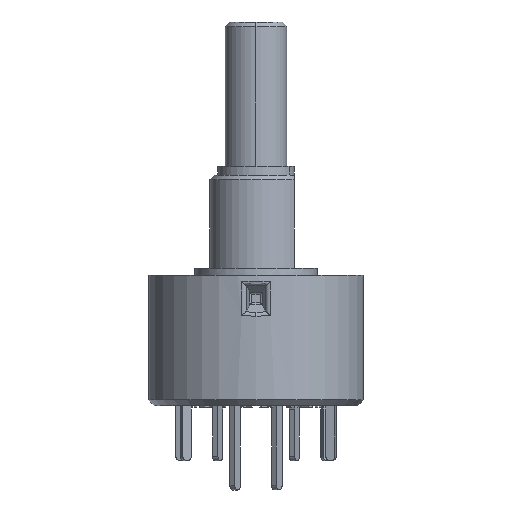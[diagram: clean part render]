
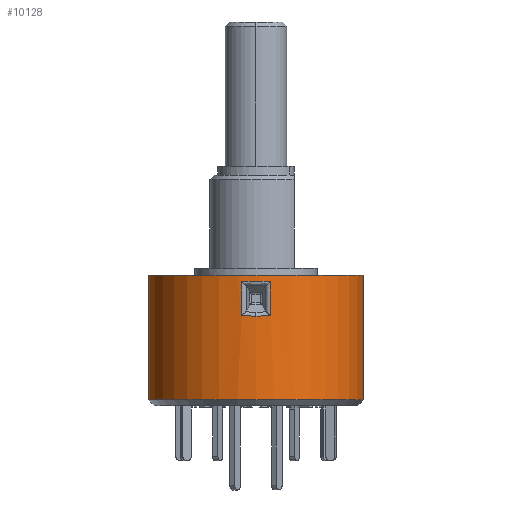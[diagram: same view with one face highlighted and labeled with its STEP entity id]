
A CAD part, left-side view. The second image highlights one B-rep face of the part: STEP entity #10128.
In plain terms, the highlighted cylindrical face has radius 7 mm (diameter 14 mm), a partial arc.
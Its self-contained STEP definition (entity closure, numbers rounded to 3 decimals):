
#286 = VECTOR ( 'NONE', #4680, 1000. ) ;
#294 = CARTESIAN_POINT ( 'NONE',  ( -6.937, 0.938, -0.888 ) ) ;
#363 = AXIS2_PLACEMENT_3D ( 'NONE', #10425, #1855, #7857 ) ;
#384 = ORIENTED_EDGE ( 'NONE', *, *, #12102, .T. ) ;
#409 = CARTESIAN_POINT ( 'NONE',  ( -7., 0.314, -3.129 ) ) ;
#446 = VERTEX_POINT ( 'NONE', #5719 ) ;
#527 = CIRCLE ( 'NONE', #13304, 7. ) ;
#704 = DIRECTION ( 'NONE',  ( 0., 0., 1. ) ) ;
#837 = EDGE_LOOP ( 'NONE', ( #11272, #12101, #4405, #3300, #384 ) ) ;
#1023 = LINE ( 'NONE', #7994, #8725 ) ;
#1248 = DIRECTION ( 'NONE',  ( 0., 0., 1. ) ) ;
#1380 = EDGE_CURVE ( 'NONE', #2854, #7144, #9585, .T. ) ;
#1855 = DIRECTION ( 'NONE',  ( 0., 0., -1. ) ) ;
#1885 = CARTESIAN_POINT ( 'NONE',  ( -6.937, -0.938, -0.888 ) ) ;
#2044 = VERTEX_POINT ( 'NONE', #5877 ) ;
#2338 = CARTESIAN_POINT ( 'NONE',  ( 0., -7., -8.574 ) ) ;
#2800 = FACE_OUTER_BOUND ( 'NONE', #5913, .T. ) ;
#2834 = CARTESIAN_POINT ( 'NONE',  ( -6.979, 0.627, -3.117 ) ) ;
#2854 = VERTEX_POINT ( 'NONE', #6908 ) ;
#3011 = CARTESIAN_POINT ( 'NONE',  ( -7.021, 0.315, -0.841 ) ) ;
#3300 = ORIENTED_EDGE ( 'NONE', *, *, #4109, .T. ) ;
#3466 = LINE ( 'NONE', #14418, #286 ) ;
#3563 = CARTESIAN_POINT ( 'NONE',  ( -6.979, -0.627, -3.117 ) ) ;
#4055 = VECTOR ( 'NONE', #12721, 1000. ) ;
#4109 = EDGE_CURVE ( 'NONE', #7724, #8793, #7203, .T. ) ;
#4405 = ORIENTED_EDGE ( 'NONE', *, *, #5424, .T. ) ;
#4677 = CARTESIAN_POINT ( 'NONE',  ( 0., 0., -8.574 ) ) ;
#4680 = DIRECTION ( 'NONE',  ( 0., 0., -1. ) ) ;
#4708 = ORIENTED_EDGE ( 'NONE', *, *, #9668, .T. ) ;
#5099 = ORIENTED_EDGE ( 'NONE', *, *, #6505, .F. ) ;
#5424 = EDGE_CURVE ( 'NONE', #15259, #7724, #1023, .T. ) ;
#5490 = ORIENTED_EDGE ( 'NONE', *, *, #1380, .F. ) ;
#5572 = CARTESIAN_POINT ( 'NONE',  ( 0., 7., -8.574 ) ) ;
#5586 = LINE ( 'NONE', #11398, #4055 ) ;
#5719 = CARTESIAN_POINT ( 'NONE',  ( -6.937, -0.938, -3.094 ) ) ;
#5877 = CARTESIAN_POINT ( 'NONE',  ( -7., 0., -3.129 ) ) ;
#5903 = EDGE_CURVE ( 'NONE', #2044, #15259, #12707, .T. ) ;
#5913 = EDGE_LOOP ( 'NONE', ( #5490, #5099, #10893, #4708 ) ) ;
#6175 = CYLINDRICAL_SURFACE ( 'NONE', #363, 7. ) ;
#6379 = VECTOR ( 'NONE', #11101, 1000. ) ;
#6505 = EDGE_CURVE ( 'NONE', #9757, #2854, #12293, .T. ) ;
#6908 = CARTESIAN_POINT ( 'NONE',  ( 0., -7., -0.45 ) ) ;
#7144 = VERTEX_POINT ( 'NONE', #2338 ) ;
#7203 =( BOUNDED_CURVE ( )  B_SPLINE_CURVE ( 3, ( #12696, #3011, #9164, #1885 ),
 .UNSPECIFIED., .F., .F. ) 
 B_SPLINE_CURVE_WITH_KNOTS ( ( 4, 4 ),
 ( 3.007, 3.276 ),
 .UNSPECIFIED. ) 
 CURVE ( )  GEOMETRIC_REPRESENTATION_ITEM ( )  RATIONAL_B_SPLINE_CURVE ( ( 1., 0.994, 0.994, 1. ) ) 
 REPRESENTATION_ITEM ( '' )  );
#7226 = CARTESIAN_POINT ( 'NONE',  ( -7., -0.314, -3.129 ) ) ;
#7396 = VERTEX_POINT ( 'NONE', #5572 ) ;
#7724 = VERTEX_POINT ( 'NONE', #294 ) ;
#7752 = CARTESIAN_POINT ( 'NONE',  ( -6.937, 0.938, -3.094 ) ) ;
#7857 = DIRECTION ( 'NONE',  ( 0., 1., 0. ) ) ;
#7928 = CARTESIAN_POINT ( 'NONE',  ( -7., 0., -3.129 ) ) ;
#7994 = CARTESIAN_POINT ( 'NONE',  ( -6.937, 0.938, -0.45 ) ) ;
#8309 = DIRECTION ( 'NONE',  ( 0., 0., 1. ) ) ;
#8444 = CARTESIAN_POINT ( 'NONE',  ( -7., 0., -3.129 ) ) ;
#8725 = VECTOR ( 'NONE', #704, 1000. ) ;
#8793 = VERTEX_POINT ( 'NONE', #9973 ) ;
#9164 = CARTESIAN_POINT ( 'NONE',  ( -7.021, -0.315, -0.841 ) ) ;
#9447 = CARTESIAN_POINT ( 'NONE',  ( -6.937, -0.938, -3.094 ) ) ;
#9585 = LINE ( 'NONE', #11717, #6379 ) ;
#9668 = EDGE_CURVE ( 'NONE', #7396, #7144, #527, .T. ) ;
#9757 = VERTEX_POINT ( 'NONE', #14461 ) ;
#9973 = CARTESIAN_POINT ( 'NONE',  ( -6.937, -0.938, -0.888 ) ) ;
#10128 = ADVANCED_FACE ( 'NONE', ( #2800, #14471 ), #6175, .T. ) ;
#10175 = CARTESIAN_POINT ( 'NONE',  ( -6.937, 0.938, -3.094 ) ) ;
#10425 = CARTESIAN_POINT ( 'NONE',  ( 0., 0., -0.45 ) ) ;
#10893 = ORIENTED_EDGE ( 'NONE', *, *, #10969, .T. ) ;
#10969 = EDGE_CURVE ( 'NONE', #9757, #7396, #5586, .T. ) ;
#11101 = DIRECTION ( 'NONE',  ( 0., 0., -1. ) ) ;
#11272 = ORIENTED_EDGE ( 'NONE', *, *, #12574, .T. ) ;
#11398 = CARTESIAN_POINT ( 'NONE',  ( 0., 7., -0.45 ) ) ;
#11717 = CARTESIAN_POINT ( 'NONE',  ( 0., -7., -0.45 ) ) ;
#12101 = ORIENTED_EDGE ( 'NONE', *, *, #5903, .T. ) ;
#12102 = EDGE_CURVE ( 'NONE', #8793, #446, #3466, .T. ) ;
#12293 = CIRCLE ( 'NONE', #12744, 7. ) ;
#12574 = EDGE_CURVE ( 'NONE', #446, #2044, #13655, .T. ) ;
#12696 = CARTESIAN_POINT ( 'NONE',  ( -6.937, 0.938, -0.888 ) ) ;
#12707 =( BOUNDED_CURVE ( )  B_SPLINE_CURVE ( 3, ( #7928, #409, #2834, #10175 ),
 .UNSPECIFIED., .F., .F. ) 
 B_SPLINE_CURVE_WITH_KNOTS ( ( 4, 4 ),
 ( 0., 0.134 ),
 .UNSPECIFIED. ) 
 CURVE ( )  GEOMETRIC_REPRESENTATION_ITEM ( )  RATIONAL_B_SPLINE_CURVE ( ( 1., 0.998, 0.998, 1. ) ) 
 REPRESENTATION_ITEM ( '' )  );
#12721 = DIRECTION ( 'NONE',  ( 0., 0., -1. ) ) ;
#12744 = AXIS2_PLACEMENT_3D ( 'NONE', #13046, #8309, #12943 ) ;
#12943 = DIRECTION ( 'NONE',  ( 0., -1., 0. ) ) ;
#13046 = CARTESIAN_POINT ( 'NONE',  ( 0., 0., -0.45 ) ) ;
#13304 = AXIS2_PLACEMENT_3D ( 'NONE', #4677, #1248, #14300 ) ;
#13655 =( BOUNDED_CURVE ( )  B_SPLINE_CURVE ( 3, ( #9447, #3563, #7226, #8444 ),
 .UNSPECIFIED., .F., .T. ) 
 B_SPLINE_CURVE_WITH_KNOTS ( ( 4, 4 ),
 ( 6.149, 6.283 ),
 .UNSPECIFIED. ) 
 CURVE ( )  GEOMETRIC_REPRESENTATION_ITEM ( )  RATIONAL_B_SPLINE_CURVE ( ( 1., 0.998, 0.998, 1. ) ) 
 REPRESENTATION_ITEM ( '' )  );
#14300 = DIRECTION ( 'NONE',  ( 0., -1., 0. ) ) ;
#14418 = CARTESIAN_POINT ( 'NONE',  ( -6.937, -0.938, -0.45 ) ) ;
#14461 = CARTESIAN_POINT ( 'NONE',  ( 0., 7., -0.45 ) ) ;
#14471 = FACE_BOUND ( 'NONE', #837, .T. ) ;
#15259 = VERTEX_POINT ( 'NONE', #7752 ) ;
